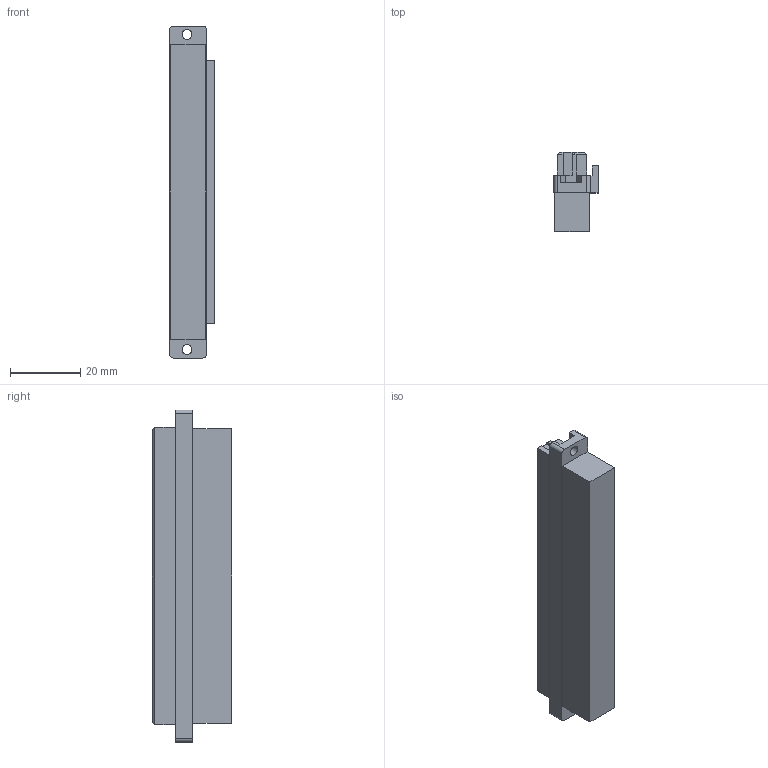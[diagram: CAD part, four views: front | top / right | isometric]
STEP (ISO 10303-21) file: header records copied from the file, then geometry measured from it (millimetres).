
FILE_DESCRIPTION(/* description */ (''),/* implementation_level */ '2;1');
FILE_NAME(/* name */ '100101863ugm000_b.stp',/* time_stamp */ '2012-11-14T13:16:06+01:00',/* author */ (''),/* organization */ (''),/* preprocessor_version */ 'ST-DEVELOPER v11',/* originating_system */ 'SIEMENS PLM Software NX 7.5',/* authorisation */ '');
FILE_SCHEMA (('AUTOMOTIVE_DESIGN { 1 0 10303 214 1 1 1 1 }'));
Length unit declared in the file: millimetre
Products named in the file (1): 100101863ugm000_b
Bounding box: 12.7 x 22.6 x 94.8 mm (x, y, z)
Volume: 19503 mm3; surface area: 7584.6 mm2
Topology: 1 solids, 1 shells, 189 faces, 542 edges, 364 vertices
Faces by surface type: plane 183, cylinder 6
Full cylindrical faces by diameter (mm): 2.85 x2
Entity records: 6826 total; most frequent: CARTESIAN_POINT 1094, ORIENTED_EDGE 1080, DIRECTION 932, EDGE_CURVE 540, LINE 528, VECTOR 528, VERTEX_POINT 362, EDGE_LOOP 202
